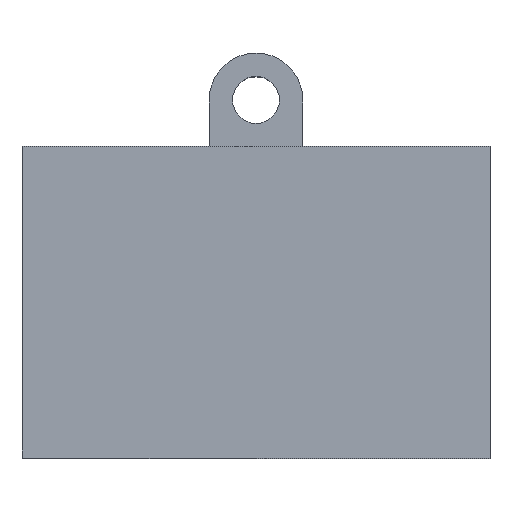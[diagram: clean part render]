
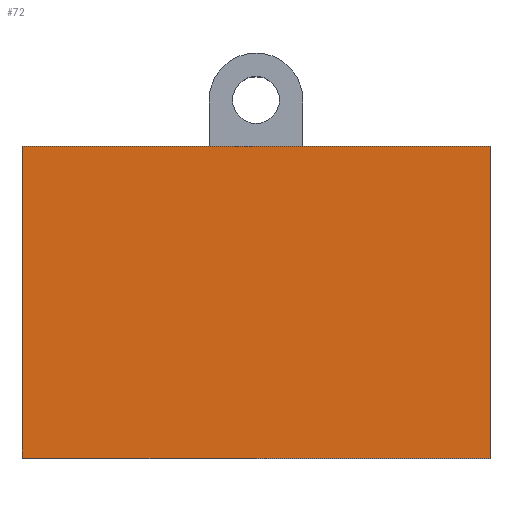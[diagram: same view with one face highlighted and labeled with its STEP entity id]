
A CAD part, top view. The second image highlights one B-rep face of the part: STEP entity #72.
In plain terms, the highlighted planar face has unit normal (0, 0, 1).
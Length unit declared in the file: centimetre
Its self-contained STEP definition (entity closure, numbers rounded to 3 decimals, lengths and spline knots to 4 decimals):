
#4 = EDGE_CURVE ( 'NONE', #116, #459, #149, .T. ) ;
#39 = CARTESIAN_POINT ( 'NONE',  ( -0.247, 0.1398, 7.5 ) ) ;
#47 = DIRECTION ( 'NONE',  ( 1., 0., 0. ) ) ;
#48 = FACE_OUTER_BOUND ( 'NONE', #152, .T. ) ;
#51 = DIRECTION ( 'NONE',  ( -1., 0., 0. ) ) ;
#62 = LINE ( 'NONE', #304, #322 ) ;
#72 = ADVANCED_FACE ( 'NONE', ( #48 ), #86, .T. ) ;
#86 = PLANE ( 'NONE',  #126 ) ;
#94 = CARTESIAN_POINT ( 'NONE',  ( -0.247, 0.1398, 7.5 ) ) ;
#105 = ORIENTED_EDGE ( 'NONE', *, *, #374, .T. ) ;
#116 = VERTEX_POINT ( 'NONE', #362 ) ;
#126 = AXIS2_PLACEMENT_3D ( 'NONE', #283, #318, #47 ) ;
#149 = LINE ( 'NONE', #285, #455 ) ;
#151 = LINE ( 'NONE', #268, #298 ) ;
#152 = EDGE_LOOP ( 'NONE', ( #467, #105, #305, #413 ) ) ;
#185 = DIRECTION ( 'NONE',  ( 0., 1., 0. ) ) ;
#200 = LINE ( 'NONE', #39, #259 ) ;
#224 = CARTESIAN_POINT ( 'NONE',  ( -0.247, -4.8602, 7.5 ) ) ;
#232 = EDGE_CURVE ( 'NONE', #387, #116, #62, .T. ) ;
#259 = VECTOR ( 'NONE', #293, 100. ) ;
#268 = CARTESIAN_POINT ( 'NONE',  ( -0.247, -4.8602, 7.5 ) ) ;
#283 = CARTESIAN_POINT ( 'NONE',  ( 0., 0., 7.5 ) ) ;
#285 = CARTESIAN_POINT ( 'NONE',  ( -0.247, 0.1398, 7.5 ) ) ;
#293 = DIRECTION ( 'NONE',  ( 0., -1., 0. ) ) ;
#298 = VECTOR ( 'NONE', #450, 100. ) ;
#304 = CARTESIAN_POINT ( 'NONE',  ( 7.253, 0.1398, 7.5 ) ) ;
#305 = ORIENTED_EDGE ( 'NONE', *, *, #232, .T. ) ;
#318 = DIRECTION ( 'NONE',  ( 0., 0., 1. ) ) ;
#322 = VECTOR ( 'NONE', #185, 100. ) ;
#362 = CARTESIAN_POINT ( 'NONE',  ( 7.253, 0.1398, 7.5 ) ) ;
#363 = EDGE_CURVE ( 'NONE', #459, #472, #200, .T. ) ;
#365 = CARTESIAN_POINT ( 'NONE',  ( 7.253, -4.8602, 7.5 ) ) ;
#374 = EDGE_CURVE ( 'NONE', #472, #387, #151, .T. ) ;
#387 = VERTEX_POINT ( 'NONE', #365 ) ;
#413 = ORIENTED_EDGE ( 'NONE', *, *, #4, .T. ) ;
#450 = DIRECTION ( 'NONE',  ( 1., 0., 0. ) ) ;
#455 = VECTOR ( 'NONE', #51, 100. ) ;
#459 = VERTEX_POINT ( 'NONE', #94 ) ;
#467 = ORIENTED_EDGE ( 'NONE', *, *, #363, .T. ) ;
#472 = VERTEX_POINT ( 'NONE', #224 ) ;
